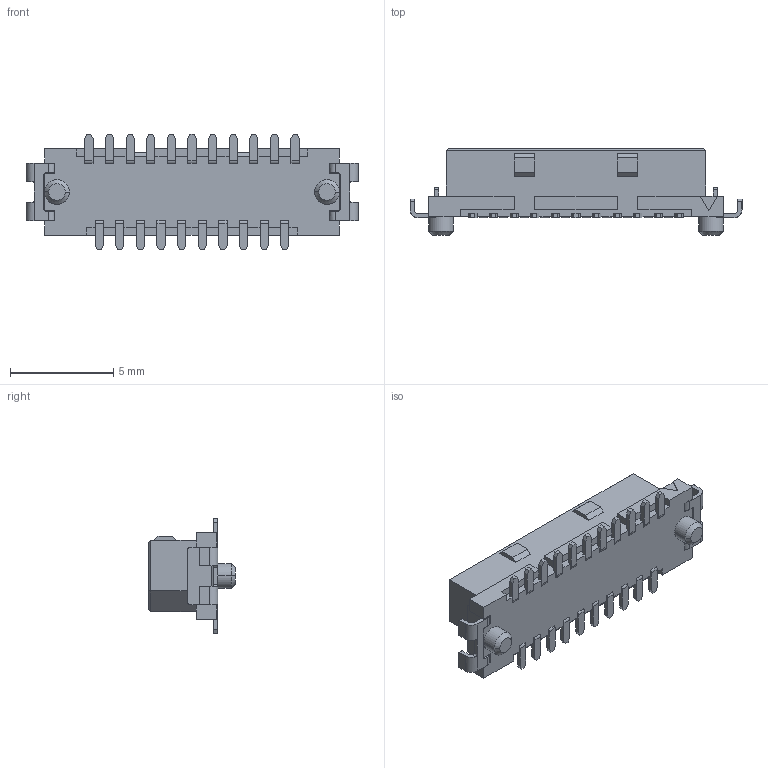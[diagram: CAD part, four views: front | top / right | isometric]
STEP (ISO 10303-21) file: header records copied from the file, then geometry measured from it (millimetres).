
FILE_DESCRIPTION((''),'2;1');
FILE_NAME('ASM0014_ASM','2025-06-27T',('工程三'),(''),'PRO/ENGINEER BY PARAMETRIC TECHNOLOGY CORPORATION, 2010280','PRO/ENGINEER BY PARAMETRIC TECHNOLOGY CORPORATION, 2010280','');
FILE_SCHEMA(('CONFIG_CONTROL_DESIGN'));
Length unit declared in the file: millimetre
Products named in the file (1): ASM0014_ASM
Bounding box: 16.1 x 4.2 x 5.6 mm (x, y, z)
Volume: 106.2 mm3; surface area: 491.5 mm2
Topology: 1 solids, 1 shells, 840 faces, 2453 edges, 1634 vertices
Faces by surface type: plane 681, cylinder 155, cone 4
Entity records: 27681 total; most frequent: CARTESIAN_POINT 5035, ORIENTED_EDGE 4906, DIRECTION 4465, EDGE_CURVE 2453, VECTOR 2085, LINE 2085, VERTEX_POINT 1634, AXIS2_PLACEMENT_3D 1190
